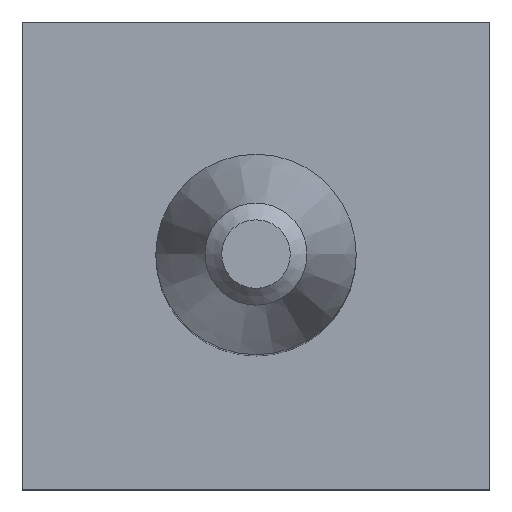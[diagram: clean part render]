
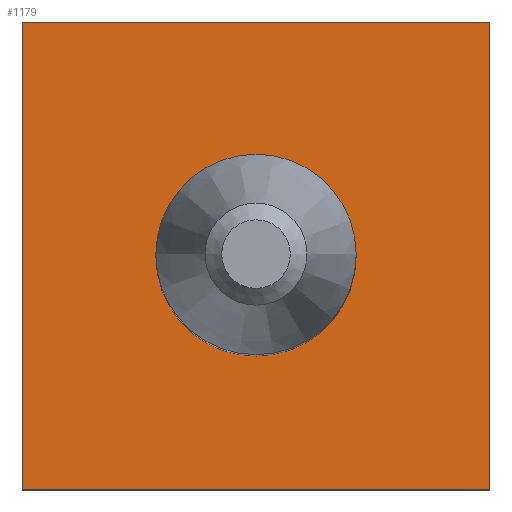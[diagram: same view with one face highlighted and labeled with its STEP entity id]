
A CAD part, top view. The second image highlights one B-rep face of the part: STEP entity #1179.
In plain terms, the highlighted planar face has unit normal (0, 0, 1).
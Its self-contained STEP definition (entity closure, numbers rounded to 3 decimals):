
#3 = LINE ( 'NONE', #767, #1131 ) ;
#29 = ORIENTED_EDGE ( 'NONE', *, *, #2390, .T. ) ;
#162 = EDGE_CURVE ( 'NONE', #963, #2166, #3, .T. ) ;
#176 = LINE ( 'NONE', #935, #419 ) ;
#191 = DIRECTION ( 'NONE',  ( -1., 0., 0. ) ) ;
#251 = CARTESIAN_POINT ( 'NONE',  ( 3.5, -3.5, 3. ) ) ;
#301 = VECTOR ( 'NONE', #2266, 1000. ) ;
#401 = DIRECTION ( 'NONE',  ( 0., 0., 1. ) ) ;
#404 = DIRECTION ( 'NONE',  ( 0., 0., -1. ) ) ;
#413 = VERTEX_POINT ( 'NONE', #837 ) ;
#419 = VECTOR ( 'NONE', #1691, 1000. ) ;
#451 = DIRECTION ( 'NONE',  ( -1., 0., 0. ) ) ;
#767 = CARTESIAN_POINT ( 'NONE',  ( -3.5, -3.5, 3. ) ) ;
#800 = CARTESIAN_POINT ( 'NONE',  ( -3.5, 3.5, 3. ) ) ;
#830 = ORIENTED_EDGE ( 'NONE', *, *, #885, .T. ) ;
#834 = VERTEX_POINT ( 'NONE', #1543 ) ;
#837 = CARTESIAN_POINT ( 'NONE',  ( -1.5, 0., 3. ) ) ;
#885 = EDGE_CURVE ( 'NONE', #1707, #834, #939, .T. ) ;
#905 = EDGE_LOOP ( 'NONE', ( #2080, #2043, #830, #29 ) ) ;
#935 = CARTESIAN_POINT ( 'NONE',  ( -3.5, -3.5, 3. ) ) ;
#939 = LINE ( 'NONE', #1510, #301 ) ;
#963 = VERTEX_POINT ( 'NONE', #800 ) ;
#1022 = AXIS2_PLACEMENT_3D ( 'NONE', #1185, #401, #451 ) ;
#1131 = VECTOR ( 'NONE', #1698, 1000. ) ;
#1133 = PLANE ( 'NONE',  #1204 ) ;
#1151 = CARTESIAN_POINT ( 'NONE',  ( -3.5, -3.5, 3. ) ) ;
#1179 = ADVANCED_FACE ( 'NONE', ( #1517, #2048 ), #1133, .F. ) ;
#1185 = CARTESIAN_POINT ( 'NONE',  ( 0., 0., 3. ) ) ;
#1204 = AXIS2_PLACEMENT_3D ( 'NONE', #2099, #404, #191 ) ;
#1256 = EDGE_CURVE ( 'NONE', #2166, #1707, #176, .T. ) ;
#1313 = DIRECTION ( 'NONE',  ( -1., 0., 0. ) ) ;
#1382 = VECTOR ( 'NONE', #1313, 1000. ) ;
#1510 = CARTESIAN_POINT ( 'NONE',  ( 3.5, -3.5, 3. ) ) ;
#1517 = FACE_OUTER_BOUND ( 'NONE', #905, .T. ) ;
#1538 = ORIENTED_EDGE ( 'NONE', *, *, #2174, .F. ) ;
#1543 = CARTESIAN_POINT ( 'NONE',  ( 3.5, 3.5, 3. ) ) ;
#1601 = EDGE_LOOP ( 'NONE', ( #1538 ) ) ;
#1691 = DIRECTION ( 'NONE',  ( 1., 0., 0. ) ) ;
#1698 = DIRECTION ( 'NONE',  ( 0., -1., 0. ) ) ;
#1707 = VERTEX_POINT ( 'NONE', #251 ) ;
#2043 = ORIENTED_EDGE ( 'NONE', *, *, #1256, .T. ) ;
#2048 = FACE_BOUND ( 'NONE', #1601, .T. ) ;
#2080 = ORIENTED_EDGE ( 'NONE', *, *, #162, .T. ) ;
#2099 = CARTESIAN_POINT ( 'NONE',  ( -3.5, 3.5, 3. ) ) ;
#2166 = VERTEX_POINT ( 'NONE', #1151 ) ;
#2174 = EDGE_CURVE ( 'NONE', #413, #413, #2328, .T. ) ;
#2266 = DIRECTION ( 'NONE',  ( 0., 1., 0. ) ) ;
#2328 = CIRCLE ( 'NONE', #1022, 1.5 ) ;
#2390 = EDGE_CURVE ( 'NONE', #834, #963, #2457, .T. ) ;
#2418 = CARTESIAN_POINT ( 'NONE',  ( -3.5, 3.5, 3. ) ) ;
#2457 = LINE ( 'NONE', #2418, #1382 ) ;
